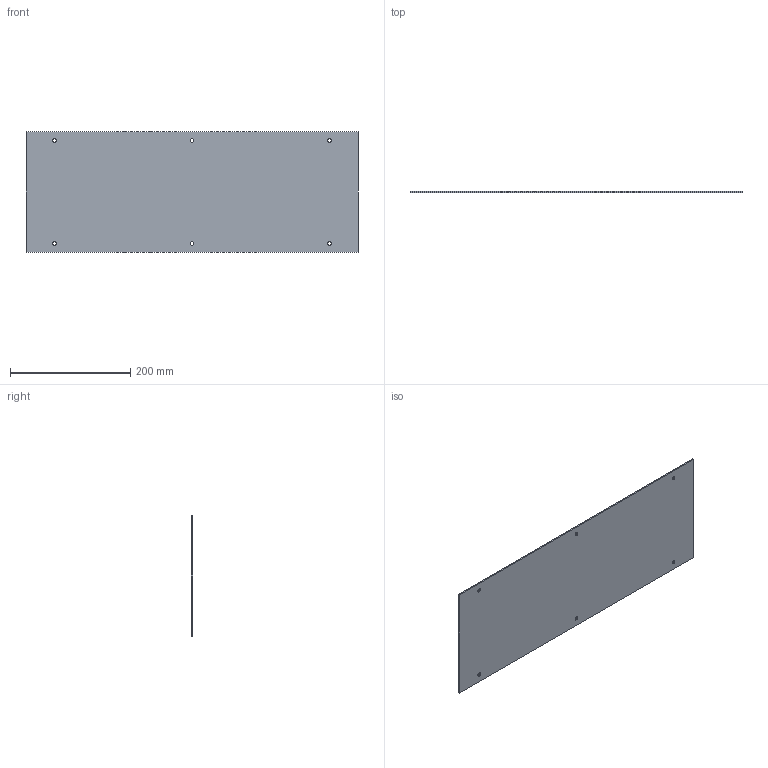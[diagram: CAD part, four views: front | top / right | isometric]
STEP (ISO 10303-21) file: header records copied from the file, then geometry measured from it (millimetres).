
FILE_DESCRIPTION (( 'STEP AP214' ), '1' );
FILE_NAME ('NBPC24-SDP_3D.STEP', '2022-04-27T16:31:45', ( '' ), ( '' ), 'SwSTEP 2.0', 'SolidWorks 2021', '' );
FILE_SCHEMA (( 'AUTOMOTIVE_DESIGN' ));
Length unit declared in the file: inch
Products named in the file (2): Copy of PNLS2424AL-129^NBPC24-SDP; NBPC24-SDP_3D
Assembly tree (1 placements, depth 2):
  NBPC24-SDP_3D
    Copy of PNLS2424AL-129^NBPC24-SDP
Bounding box: 552.45 x 2.03 x 200.03 mm (x, y, z)
Volume: 224157.6 mm3; surface area: 223928.9 mm2
Topology: 1 solids, 1 shells, 24 faces, 66 edges, 44 vertices
Faces by surface type: cylinder 18, plane 6
Entity records: 884 total; most frequent: DIRECTION 158, CARTESIAN_POINT 138, ORIENTED_EDGE 132, EDGE_CURVE 66, AXIS2_PLACEMENT_3D 64, VERTEX_POINT 44, EDGE_LOOP 36, CIRCLE 36
